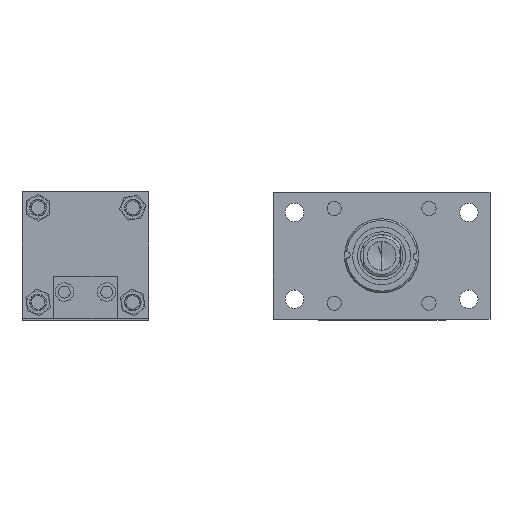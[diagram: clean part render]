
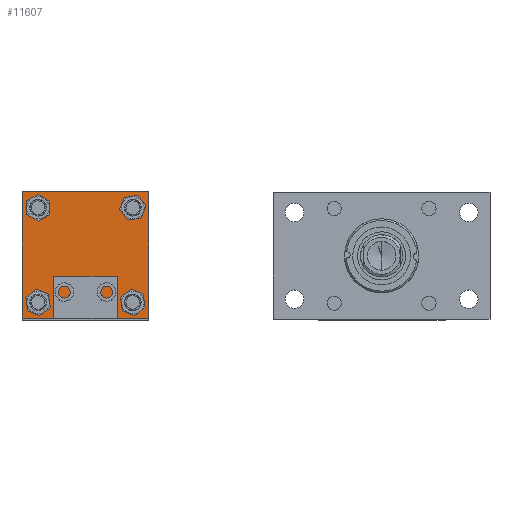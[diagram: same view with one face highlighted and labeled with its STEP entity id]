
A CAD part, top view. The second image highlights one B-rep face of the part: STEP entity #11607.
In plain terms, the highlighted face is planar.
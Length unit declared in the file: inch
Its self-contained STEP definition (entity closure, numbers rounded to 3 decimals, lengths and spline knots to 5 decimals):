
#77 = ORIENTED_EDGE ( 'NONE', *, *, #7496, .T. ) ;
#101 = CARTESIAN_POINT ( 'NONE',  ( 4.19488, 9.97591, -0.3831 ) ) ;
#149 = LINE ( 'NONE', #5154, #7329 ) ;
#295 = VERTEX_POINT ( 'NONE', #12407 ) ;
#301 = EDGE_CURVE ( 'NONE', #12128, #9807, #12083, .T. ) ;
#303 = VERTEX_POINT ( 'NONE', #10502 ) ;
#588 = ORIENTED_EDGE ( 'NONE', *, *, #2288, .T. ) ;
#602 = LINE ( 'NONE', #1614, #8601 ) ;
#603 = CARTESIAN_POINT ( 'NONE',  ( 5.31388, 5.55135, -0.3831 ) ) ;
#670 = VERTEX_POINT ( 'NONE', #12028 ) ;
#824 = DIRECTION ( 'NONE',  ( 0., -1., 0. ) ) ;
#1051 = EDGE_CURVE ( 'NONE', #10140, #3851, #2561, .T. ) ;
#1076 = AXIS2_PLACEMENT_3D ( 'NONE', #12612, #10438, #8452 ) ;
#1174 = DIRECTION ( 'NONE',  ( 1., 0., 0. ) ) ;
#1213 = CARTESIAN_POINT ( 'NONE',  ( 6.22988, 7.73791, -0.3831 ) ) ;
#1378 = ORIENTED_EDGE ( 'NONE', *, *, #9328, .T. ) ;
#1455 = FACE_BOUND ( 'NONE', #10337, .T. ) ;
#1477 = CARTESIAN_POINT ( 'NONE',  ( 6.43288, 7.73791, -0.3831 ) ) ;
#1497 = DIRECTION ( 'NONE',  ( 0., 0., 1. ) ) ;
#1614 = CARTESIAN_POINT ( 'NONE',  ( 3.81388, 5.55135, -0.3831 ) ) ;
#1685 = AXIS2_PLACEMENT_3D ( 'NONE', #5700, #11965, #13022 ) ;
#1921 = AXIS2_PLACEMENT_3D ( 'NONE', #4440, #11920, #2413 ) ;
#1927 = AXIS2_PLACEMENT_3D ( 'NONE', #12627, #10460, #12589 ) ;
#2052 = CARTESIAN_POINT ( 'NONE',  ( 6.81388, 10.35691, -0.3831 ) ) ;
#2059 = ORIENTED_EDGE ( 'NONE', *, *, #6095, .T. ) ;
#2288 = EDGE_CURVE ( 'NONE', #12971, #8137, #3749, .T. ) ;
#2413 = DIRECTION ( 'NONE',  ( 1., 0., 0. ) ) ;
#2561 = CIRCLE ( 'NONE', #1921, 0.203 ) ;
#2798 = ORIENTED_EDGE ( 'NONE', *, *, #9132, .F. ) ;
#2982 = EDGE_CURVE ( 'NONE', #4097, #303, #11448, .T. ) ;
#2992 = CIRCLE ( 'NONE', #1685, 0.203 ) ;
#3096 = FACE_BOUND ( 'NONE', #10854, .T. ) ;
#3180 = CARTESIAN_POINT ( 'NONE',  ( 6.63588, 7.73791, -0.3831 ) ) ;
#3606 = CARTESIAN_POINT ( 'NONE',  ( 6.63588, 9.97591, -0.3831 ) ) ;
#3749 = CIRCLE ( 'NONE', #1076, 0.203 ) ;
#3763 = DIRECTION ( 'NONE',  ( 1., 0., 0. ) ) ;
#3851 = VERTEX_POINT ( 'NONE', #12086 ) ;
#4023 = EDGE_CURVE ( 'NONE', #303, #295, #149, .T. ) ;
#4097 = VERTEX_POINT ( 'NONE', #2052 ) ;
#4119 = CIRCLE ( 'NONE', #7207, 0.203 ) ;
#4354 = AXIS2_PLACEMENT_3D ( 'NONE', #101, #5325, #1174 ) ;
#4440 = CARTESIAN_POINT ( 'NONE',  ( 4.19488, 9.97591, -0.3831 ) ) ;
#5154 = CARTESIAN_POINT ( 'NONE',  ( 5.31388, 7.35691, -0.3831 ) ) ;
#5325 = DIRECTION ( 'NONE',  ( 0., 0., 1. ) ) ;
#5344 = CARTESIAN_POINT ( 'NONE',  ( 6.43288, 9.97591, -0.3831 ) ) ;
#5435 = CARTESIAN_POINT ( 'NONE',  ( 3.99188, 9.97591, -0.3831 ) ) ;
#5685 = EDGE_CURVE ( 'NONE', #13088, #295, #602, .T. ) ;
#5700 = CARTESIAN_POINT ( 'NONE',  ( 4.19488, 7.73791, -0.3831 ) ) ;
#6095 = EDGE_CURVE ( 'NONE', #670, #12074, #8925, .T. ) ;
#6403 = CIRCLE ( 'NONE', #7341, 0.203 ) ;
#6697 = FACE_OUTER_BOUND ( 'NONE', #8789, .T. ) ;
#6763 = DIRECTION ( 'NONE',  ( 1., 0., 0. ) ) ;
#6983 = CARTESIAN_POINT ( 'NONE',  ( 6.81388, 5.55135, -0.3831 ) ) ;
#7109 = EDGE_CURVE ( 'NONE', #8137, #12971, #4119, .T. ) ;
#7207 = AXIS2_PLACEMENT_3D ( 'NONE', #1477, #12874, #10808 ) ;
#7329 = VECTOR ( 'NONE', #8297, 39.37008 ) ;
#7341 = AXIS2_PLACEMENT_3D ( 'NONE', #12080, #1497, #6763 ) ;
#7496 = EDGE_CURVE ( 'NONE', #12074, #670, #2992, .T. ) ;
#7524 = CARTESIAN_POINT ( 'NONE',  ( 3.99188, 7.73791, -0.3831 ) ) ;
#8110 = EDGE_CURVE ( 'NONE', #3851, #10140, #12495, .T. ) ;
#8137 = VERTEX_POINT ( 'NONE', #1213 ) ;
#8151 = ORIENTED_EDGE ( 'NONE', *, *, #5685, .F. ) ;
#8154 = ORIENTED_EDGE ( 'NONE', *, *, #2982, .T. ) ;
#8215 = DIRECTION ( 'NONE',  ( -1., 0., 0. ) ) ;
#8297 = DIRECTION ( 'NONE',  ( -1., 0., 0. ) ) ;
#8452 = DIRECTION ( 'NONE',  ( 1., 0., 0. ) ) ;
#8525 = DIRECTION ( 'NONE',  ( 1., 0., 0. ) ) ;
#8601 = VECTOR ( 'NONE', #10074, 39.37008 ) ;
#8789 = EDGE_LOOP ( 'NONE', ( #9413, #8151, #2798, #8154 ) ) ;
#8799 = AXIS2_PLACEMENT_3D ( 'NONE', #603, #11969, #3763 ) ;
#8925 = CIRCLE ( 'NONE', #1927, 0.203 ) ;
#9132 = EDGE_CURVE ( 'NONE', #4097, #13088, #9523, .T. ) ;
#9328 = EDGE_CURVE ( 'NONE', #9807, #12128, #6403, .T. ) ;
#9339 = VECTOR ( 'NONE', #824, 39.37008 ) ;
#9376 = ORIENTED_EDGE ( 'NONE', *, *, #8110, .T. ) ;
#9413 = ORIENTED_EDGE ( 'NONE', *, *, #4023, .T. ) ;
#9509 = CARTESIAN_POINT ( 'NONE',  ( 6.22988, 9.97591, -0.3831 ) ) ;
#9523 = LINE ( 'NONE', #13420, #11975 ) ;
#9807 = VERTEX_POINT ( 'NONE', #9509 ) ;
#9974 = FACE_BOUND ( 'NONE', #11110, .T. ) ;
#9976 = AXIS2_PLACEMENT_3D ( 'NONE', #5344, #12675, #8525 ) ;
#10074 = DIRECTION ( 'NONE',  ( 0., -1., 0. ) ) ;
#10140 = VERTEX_POINT ( 'NONE', #5435 ) ;
#10205 = ORIENTED_EDGE ( 'NONE', *, *, #301, .T. ) ;
#10337 = EDGE_LOOP ( 'NONE', ( #1378, #10205 ) ) ;
#10438 = DIRECTION ( 'NONE',  ( 0., 0., 1. ) ) ;
#10460 = DIRECTION ( 'NONE',  ( 0., 0., 1. ) ) ;
#10502 = CARTESIAN_POINT ( 'NONE',  ( 6.81388, 7.35691, -0.3831 ) ) ;
#10773 = PLANE ( 'NONE',  #8799 ) ;
#10808 = DIRECTION ( 'NONE',  ( 1., 0., 0. ) ) ;
#10854 = EDGE_LOOP ( 'NONE', ( #13207, #588 ) ) ;
#11110 = EDGE_LOOP ( 'NONE', ( #77, #2059 ) ) ;
#11290 = FACE_BOUND ( 'NONE', #13410, .T. ) ;
#11448 = LINE ( 'NONE', #6983, #9339 ) ;
#11607 = ADVANCED_FACE ( 'NONE', ( #11290, #9974, #3096, #1455, #6697 ), #10773, .F. ) ;
#11920 = DIRECTION ( 'NONE',  ( 0., 0., 1. ) ) ;
#11965 = DIRECTION ( 'NONE',  ( 0., 0., 1. ) ) ;
#11969 = DIRECTION ( 'NONE',  ( 0., 0., 1. ) ) ;
#11975 = VECTOR ( 'NONE', #8215, 39.37008 ) ;
#12028 = CARTESIAN_POINT ( 'NONE',  ( 4.39788, 7.73791, -0.3831 ) ) ;
#12074 = VERTEX_POINT ( 'NONE', #7524 ) ;
#12080 = CARTESIAN_POINT ( 'NONE',  ( 6.43288, 9.97591, -0.3831 ) ) ;
#12083 = CIRCLE ( 'NONE', #9976, 0.203 ) ;
#12086 = CARTESIAN_POINT ( 'NONE',  ( 4.39788, 9.97591, -0.3831 ) ) ;
#12128 = VERTEX_POINT ( 'NONE', #3606 ) ;
#12395 = ORIENTED_EDGE ( 'NONE', *, *, #1051, .T. ) ;
#12407 = CARTESIAN_POINT ( 'NONE',  ( 3.81388, 7.35691, -0.3831 ) ) ;
#12495 = CIRCLE ( 'NONE', #4354, 0.203 ) ;
#12589 = DIRECTION ( 'NONE',  ( 1., 0., 0. ) ) ;
#12612 = CARTESIAN_POINT ( 'NONE',  ( 6.43288, 7.73791, -0.3831 ) ) ;
#12627 = CARTESIAN_POINT ( 'NONE',  ( 4.19488, 7.73791, -0.3831 ) ) ;
#12675 = DIRECTION ( 'NONE',  ( 0., 0., 1. ) ) ;
#12874 = DIRECTION ( 'NONE',  ( 0., 0., 1. ) ) ;
#12895 = CARTESIAN_POINT ( 'NONE',  ( 3.81388, 10.35691, -0.3831 ) ) ;
#12971 = VERTEX_POINT ( 'NONE', #3180 ) ;
#13022 = DIRECTION ( 'NONE',  ( 1., 0., 0. ) ) ;
#13088 = VERTEX_POINT ( 'NONE', #12895 ) ;
#13207 = ORIENTED_EDGE ( 'NONE', *, *, #7109, .T. ) ;
#13410 = EDGE_LOOP ( 'NONE', ( #12395, #9376 ) ) ;
#13420 = CARTESIAN_POINT ( 'NONE',  ( 5.31388, 10.35691, -0.3831 ) ) ;
